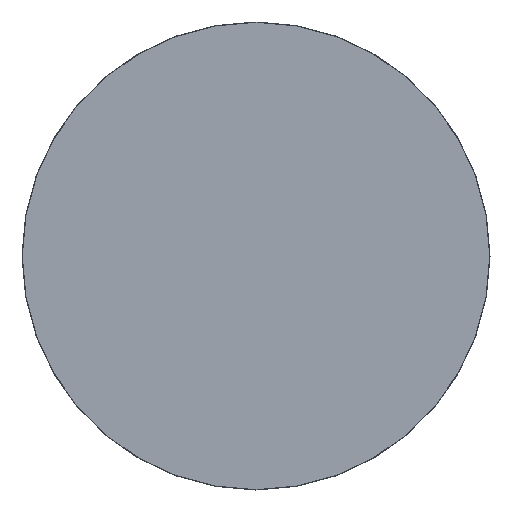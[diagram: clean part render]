
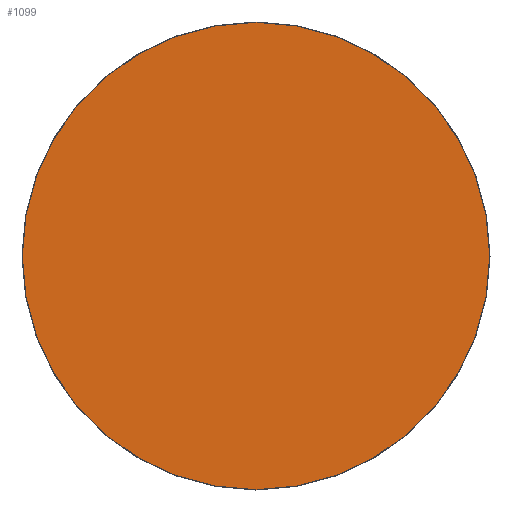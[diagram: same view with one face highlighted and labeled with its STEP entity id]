
A CAD part, front view. The second image highlights one B-rep face of the part: STEP entity #1099.
In plain terms, the highlighted planar face has unit normal (0, -1, 0).
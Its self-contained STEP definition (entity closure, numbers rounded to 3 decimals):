
#229=FACE_OUTER_BOUND('',#301,.T.);
#301=EDGE_LOOP('',(#856,#857));
#370=CIRCLE('',#1229,139.524);
#371=CIRCLE('',#1230,139.524);
#469=VERTEX_POINT('',#2011);
#470=VERTEX_POINT('',#2012);
#609=EDGE_CURVE('',#469,#470,#370,.T.);
#610=EDGE_CURVE('',#470,#469,#371,.T.);
#856=ORIENTED_EDGE('',*,*,#609,.T.);
#857=ORIENTED_EDGE('',*,*,#610,.T.);
#984=PLANE('',#1228);
#1099=ADVANCED_FACE('',(#229),#984,.T.);
#1228=AXIS2_PLACEMENT_3D('',#2010,#1473,#1474);
#1229=AXIS2_PLACEMENT_3D('',#2013,#1475,#1476);
#1230=AXIS2_PLACEMENT_3D('',#2014,#1477,#1478);
#1473=DIRECTION('center_axis',(0.,-1.,0.));
#1474=DIRECTION('ref_axis',(0.,0.,-1.));
#1475=DIRECTION('center_axis',(0.,-1.,0.));
#1476=DIRECTION('ref_axis',(0.,0.,1.));
#1477=DIRECTION('center_axis',(0.,-1.,0.));
#1478=DIRECTION('ref_axis',(0.,0.,1.));
#2010=CARTESIAN_POINT('Origin',(0.,-11.505,139.524));
#2011=CARTESIAN_POINT('',(0.,-11.505,139.524));
#2012=CARTESIAN_POINT('',(0.,-11.505,-139.524));
#2013=CARTESIAN_POINT('Origin',(0.,-11.505,
0.));
#2014=CARTESIAN_POINT('Origin',(0.,-11.505,
0.));
